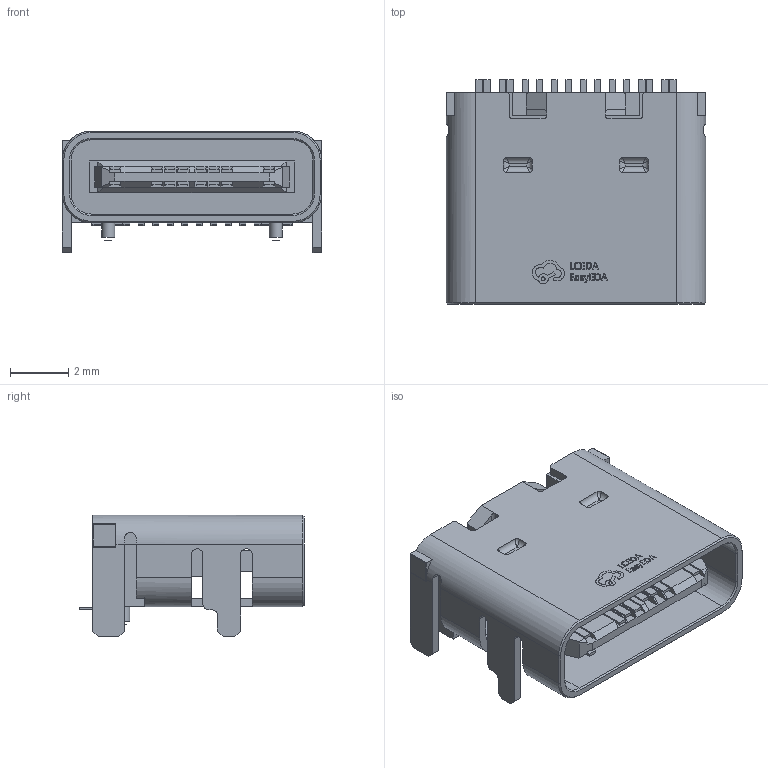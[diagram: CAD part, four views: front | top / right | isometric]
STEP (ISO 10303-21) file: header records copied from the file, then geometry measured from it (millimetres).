
FILE_DESCRIPTION(/* description */ ('','CAx-IF Rec.Pracs.---Representation and Presentation of Product Manufacturing Information (PMI)---4.0---2014-10-13'),/* implementation_level */ '2;1');
FILE_NAME(/* name */ '13lB-USB3-USB-C-SMD_TYPEC-304-BCP16-1.step',/* time_stamp */ '2025-03-21T14:25:36+08:00',/* author */ (''),/* organization */ (''),/* preprocessor_version */ 'ST-DEVELOPER v20',/* originating_system */ 'Autodesk Translation Framework v13.20.0.188',/* authorisation */ '');
FILE_SCHEMA (('AP242_MANAGED_MODEL_BASED_3D_ENGINEERING_MIM_LF { 1 0 10303 442 1 1 4 }'));
Length unit declared in the file: millimetre
Products named in the file (2): 13lB-USB3-USB-C-SMD_TYPEC-304-BCP16-1; COMPOUND
Assembly tree (1 placements, depth 2):
  13lB-USB3-USB-C-SMD_TYPEC-304-BCP16-1
    COMPOUND
Bounding box: 8.94 x 7.75 x 4.2 mm (x, y, z)
Volume: 112 mm3; surface area: 525.5 mm2
Topology: 42 solids, 42 shells, 845 faces, 2146 edges, 1378 vertices
Faces by surface type: plane 627, bspline 128, cylinder 80, cone 10
Full cylindrical faces by diameter (mm): 0.45 x2
Entity records: 27387 total; most frequent: CARTESIAN_POINT 6605, ORIENTED_EDGE 4260, DIRECTION 3700, EDGE_CURVE 2130, LINE 1716, VECTOR 1716, VERTEX_POINT 1378, AXIS2_PLACEMENT_3D 992
